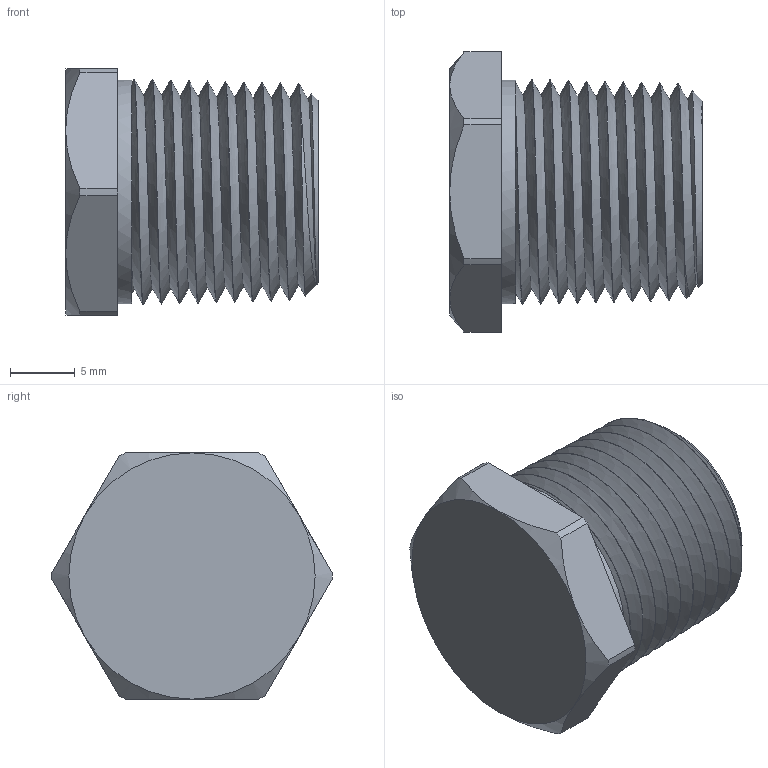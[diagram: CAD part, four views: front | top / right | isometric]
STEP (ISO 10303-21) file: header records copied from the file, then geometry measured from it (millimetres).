
FILE_DESCRIPTION(/* description */ ('Verschlusschraube sechskant Ex NPT 3/8"'),/* implementation_level */ '2;1');
FILE_NAME(/* name */ 'RX190294-RST.stp',/* time_stamp */ '2021-11-08T11:04:03+01:00',/* author */ ('sl'),/* organization */ (''),/* preprocessor_version */ 'ST-DEVELOPER v16.5',/* originating_system */ 'Autodesk Inventor 2017',/* authorisation */ '');
FILE_SCHEMA (('AUTOMOTIVE_DESIGN { 1 0 10303 214 3 1 1 }'));
Length unit declared in the file: millimetre
Products named in the file (1): RX190294
Bounding box: 19.5 x 21.62 x 19 mm (x, y, z)
Volume: 2921.1 mm3; surface area: 4135.4 mm2
Topology: 1 solids, 1 shells, 35 faces, 82 edges, 50 vertices
Faces by surface type: plane 12, cone 10, cylinder 8, bspline 5
Full cylindrical faces by diameter (mm): 10.8 x1, 17.27 x1
Entity records: 3953 total; most frequent: CARTESIAN_POINT 3210, ORIENTED_EDGE 148, DIRECTION 142, EDGE_CURVE 73, AXIS2_PLACEMENT_3D 62, VERTEX_POINT 46, EDGE_LOOP 41, FACE_OUTER_BOUND 35
